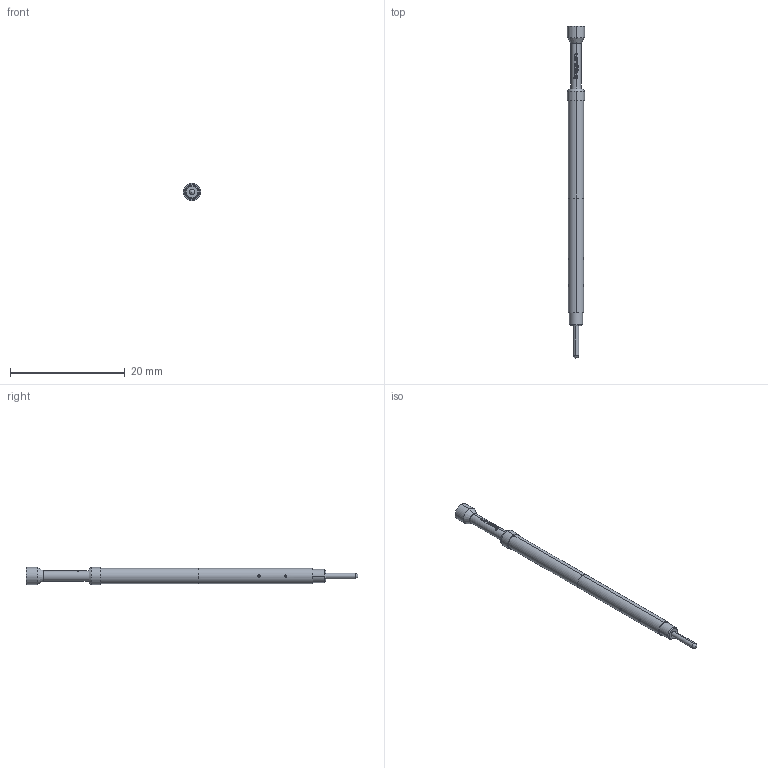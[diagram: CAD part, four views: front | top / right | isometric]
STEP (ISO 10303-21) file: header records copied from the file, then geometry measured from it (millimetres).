
FILE_DESCRIPTION (( 'STEP AP203' ), '1' );
FILE_NAME ('INGUN_SKS-425_002_300_A_xx02_E.STEP', '2022-02-21T07:02:39', ( 'ochi' ), ( '' ), 'SwSTEP 2.0', 'SolidWorks 2018', '' );
FILE_SCHEMA (( 'CONFIG_CONTROL_DESIGN' ));
Length unit declared in the file: millimetre
Products named in the file (1): INGUN_SKS-425_002_300_A_xx02_E
Bounding box: 3 x 57.9 x 3 mm (x, y, z)
Volume: 269.1 mm3; surface area: 448.8 mm2
Topology: 1 solids, 1 shells, 121 faces, 321 edges, 212 vertices
Faces by surface type: plane 51, cylinder 33, bspline 30, cone 6, sphere 1
Entity records: 4709 total; most frequent: CARTESIAN_POINT 1822, ORIENTED_EDGE 636, DIRECTION 518, EDGE_CURVE 318, AXIS2_PLACEMENT_3D 210, VERTEX_POINT 210, EDGE_LOOP 132, FACE_OUTER_BOUND 121
